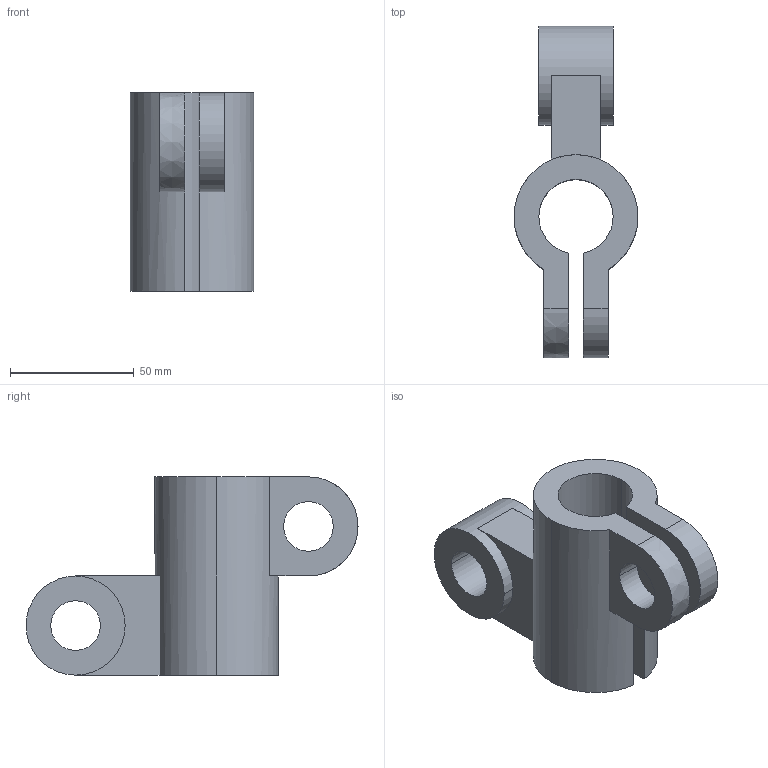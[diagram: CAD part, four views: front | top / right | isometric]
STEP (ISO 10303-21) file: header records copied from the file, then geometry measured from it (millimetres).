
FILE_DESCRIPTION(('CATIA V5 STEP Exchange'),'2;1');
FILE_NAME('Part.stp','2016-05-24T03:24:10+00:00',('none'),('none'),'CATIA Version 5 Release 17 (IN-10)','CATIA V5 STEP AP203','none');
FILE_SCHEMA(('CONFIG_CONTROL_DESIGN'));
Length unit declared in the file: millimetre
Products named in the file (1): Part
Bounding box: 50 x 134 x 80 mm (x, y, z)
Volume: 154659.7 mm3; surface area: 37075.4 mm2
Topology: 1 solids, 1 shells, 29 faces, 82 edges, 56 vertices
Faces by surface type: cylinder 15, plane 13, extrusion 1
Entity records: 969 total; most frequent: CARTESIAN_POINT 200, ORIENTED_EDGE 162, DIRECTION 117, EDGE_CURVE 81, AXIS2_PLACEMENT_3D 57, VERTEX_POINT 54, VECTOR 43, LINE 42
